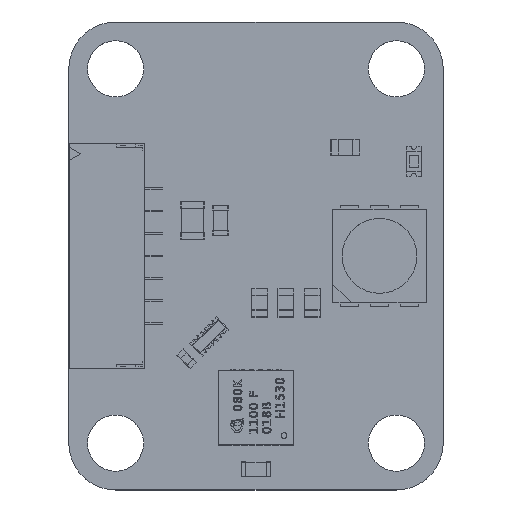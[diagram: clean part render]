
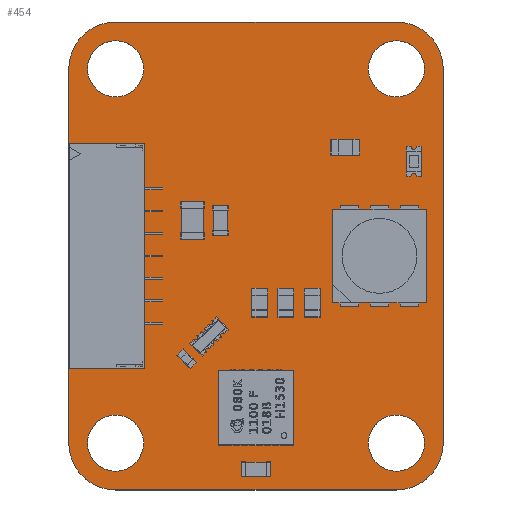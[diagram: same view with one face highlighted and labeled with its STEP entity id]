
A CAD part, top view. The second image highlights one B-rep face of the part: STEP entity #454.
In plain terms, the highlighted planar face has unit normal (0, 0, 1).
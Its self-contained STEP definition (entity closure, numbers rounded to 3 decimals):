
#71 = VERTEX_POINT('',#72);
#72 = CARTESIAN_POINT('',(127.8,-130.6,0.));
#89 = VERTEX_POINT('',#90);
#90 = CARTESIAN_POINT('',(142.8,-130.6,0.));
#96 = EDGE_CURVE('',#71,#89,#97,.T.);
#97 = LINE('',#98,#99);
#98 = CARTESIAN_POINT('',(127.8,-130.6,0.));
#99 = VECTOR('',#100,1.);
#100 = DIRECTION('',(1.,0.,0.));
#111 = VERTEX_POINT('',#112);
#112 = CARTESIAN_POINT('',(125.3,-128.1,0.));
#128 = EDGE_CURVE('',#111,#71,#129,.T.);
#129 = CIRCLE('',#130,2.5);
#130 = AXIS2_PLACEMENT_3D('',#131,#132,#133);
#131 = CARTESIAN_POINT('',(127.8,-128.1,0.));
#132 = DIRECTION('',(0.,0.,1.));
#133 = DIRECTION('',(1.,0.,0.));
#154 = VERTEX_POINT('',#155);
#155 = CARTESIAN_POINT('',(145.3,-128.1,0.));
#161 = EDGE_CURVE('',#89,#154,#162,.T.);
#162 = CIRCLE('',#163,2.5);
#163 = AXIS2_PLACEMENT_3D('',#164,#165,#166);
#164 = CARTESIAN_POINT('',(142.8,-128.1,0.));
#165 = DIRECTION('',(0.,0.,1.));
#166 = DIRECTION('',(1.,0.,0.));
#177 = VERTEX_POINT('',#178);
#178 = CARTESIAN_POINT('',(125.3,-108.1,0.));
#193 = EDGE_CURVE('',#177,#111,#194,.T.);
#194 = LINE('',#195,#196);
#195 = CARTESIAN_POINT('',(125.3,-108.1,0.));
#196 = VECTOR('',#197,1.);
#197 = DIRECTION('',(0.,-1.,0.));
#217 = VERTEX_POINT('',#218);
#218 = CARTESIAN_POINT('',(145.3,-108.1,0.));
#224 = EDGE_CURVE('',#154,#217,#225,.T.);
#225 = LINE('',#226,#227);
#226 = CARTESIAN_POINT('',(145.3,-128.1,0.));
#227 = VECTOR('',#228,1.);
#228 = DIRECTION('',(0.,1.,0.));
#239 = VERTEX_POINT('',#240);
#240 = CARTESIAN_POINT('',(127.8,-105.6,0.));
#256 = EDGE_CURVE('',#239,#177,#257,.T.);
#257 = CIRCLE('',#258,2.5);
#258 = AXIS2_PLACEMENT_3D('',#259,#260,#261);
#259 = CARTESIAN_POINT('',(127.8,-108.1,0.));
#260 = DIRECTION('',(0.,0.,1.));
#261 = DIRECTION('',(1.,0.,0.));
#282 = VERTEX_POINT('',#283);
#283 = CARTESIAN_POINT('',(142.8,-105.6,0.));
#289 = EDGE_CURVE('',#217,#282,#290,.T.);
#290 = CIRCLE('',#291,2.5);
#291 = AXIS2_PLACEMENT_3D('',#292,#293,#294);
#292 = CARTESIAN_POINT('',(142.8,-108.1,0.));
#293 = DIRECTION('',(0.,0.,1.));
#294 = DIRECTION('',(1.,0.,0.));
#312 = EDGE_CURVE('',#282,#239,#313,.T.);
#313 = LINE('',#314,#315);
#314 = CARTESIAN_POINT('',(142.8,-105.6,0.));
#315 = VECTOR('',#316,1.);
#316 = DIRECTION('',(-1.,0.,0.));
#327 = VERTEX_POINT('',#328);
#328 = CARTESIAN_POINT('',(129.3,-108.1,0.));
#344 = EDGE_CURVE('',#327,#327,#345,.T.);
#345 = CIRCLE('',#346,1.5);
#346 = AXIS2_PLACEMENT_3D('',#347,#348,#349);
#347 = CARTESIAN_POINT('',(127.8,-108.1,0.));
#348 = DIRECTION('',(0.,0.,1.));
#349 = DIRECTION('',(1.,0.,-0.));
#360 = VERTEX_POINT('',#361);
#361 = CARTESIAN_POINT('',(144.3,-108.1,0.));
#377 = EDGE_CURVE('',#360,#360,#378,.T.);
#378 = CIRCLE('',#379,1.5);
#379 = AXIS2_PLACEMENT_3D('',#380,#381,#382);
#380 = CARTESIAN_POINT('',(142.8,-108.1,0.));
#381 = DIRECTION('',(0.,0.,1.));
#382 = DIRECTION('',(1.,0.,-0.));
#393 = VERTEX_POINT('',#394);
#394 = CARTESIAN_POINT('',(129.3,-128.1,0.));
#410 = EDGE_CURVE('',#393,#393,#411,.T.);
#411 = CIRCLE('',#412,1.5);
#412 = AXIS2_PLACEMENT_3D('',#413,#414,#415);
#413 = CARTESIAN_POINT('',(127.8,-128.1,0.));
#414 = DIRECTION('',(0.,0.,1.));
#415 = DIRECTION('',(1.,0.,-0.));
#426 = VERTEX_POINT('',#427);
#427 = CARTESIAN_POINT('',(144.3,-128.1,0.));
#443 = EDGE_CURVE('',#426,#426,#444,.T.);
#444 = CIRCLE('',#445,1.5);
#445 = AXIS2_PLACEMENT_3D('',#446,#447,#448);
#446 = CARTESIAN_POINT('',(142.8,-128.1,0.));
#447 = DIRECTION('',(0.,0.,1.));
#448 = DIRECTION('',(1.,0.,-0.));
#454 = ADVANCED_FACE('',(#455,#465,#468,#471,#474),#477,.T.);
#455 = FACE_BOUND('',#456,.T.);
#456 = EDGE_LOOP('',(#457,#458,#459,#460,#461,#462,#463,#464));
#457 = ORIENTED_EDGE('',*,*,#96,.T.);
#458 = ORIENTED_EDGE('',*,*,#161,.T.);
#459 = ORIENTED_EDGE('',*,*,#224,.T.);
#460 = ORIENTED_EDGE('',*,*,#289,.T.);
#461 = ORIENTED_EDGE('',*,*,#312,.T.);
#462 = ORIENTED_EDGE('',*,*,#256,.T.);
#463 = ORIENTED_EDGE('',*,*,#193,.T.);
#464 = ORIENTED_EDGE('',*,*,#128,.T.);
#465 = FACE_BOUND('',#466,.T.);
#466 = EDGE_LOOP('',(#467));
#467 = ORIENTED_EDGE('',*,*,#344,.F.);
#468 = FACE_BOUND('',#469,.T.);
#469 = EDGE_LOOP('',(#470));
#470 = ORIENTED_EDGE('',*,*,#377,.F.);
#471 = FACE_BOUND('',#472,.T.);
#472 = EDGE_LOOP('',(#473));
#473 = ORIENTED_EDGE('',*,*,#410,.F.);
#474 = FACE_BOUND('',#475,.T.);
#475 = EDGE_LOOP('',(#476));
#476 = ORIENTED_EDGE('',*,*,#443,.F.);
#477 = PLANE('',#478);
#478 = AXIS2_PLACEMENT_3D('',#479,#480,#481);
#479 = CARTESIAN_POINT('',(135.3,-118.1,0.));
#480 = DIRECTION('',(0.,0.,1.));
#481 = DIRECTION('',(1.,0.,0.));
